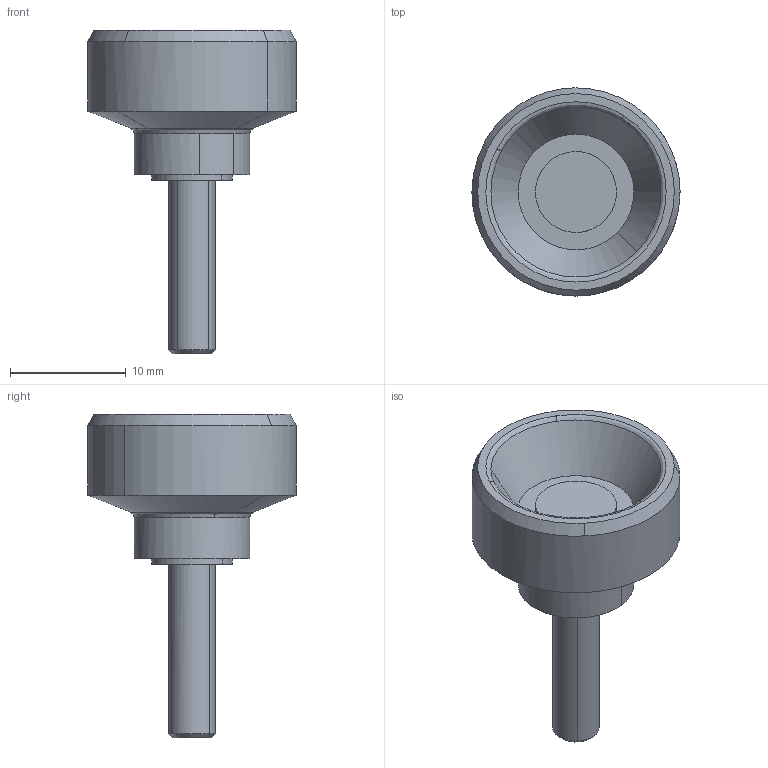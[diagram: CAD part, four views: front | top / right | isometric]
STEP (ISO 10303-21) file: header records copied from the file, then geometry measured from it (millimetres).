
FILE_DESCRIPTION((''),'2;1');
FILE_NAME('','2006-02-22T16:25:50',(''),(''),'','CADfix','');
FILE_SCHEMA(('AUTOMOTIVE_DESIGN'));
Length unit declared in the file: millimetre
Products named in the file (3): screw; knob; KKM_18_M4_15_24262_36
Assembly tree (2 placements, depth 2):
  KKM_18_M4_15_24262_36
    screw
    knob
Bounding box: 18 x 18 x 28 mm (x, y, z)
Volume: 1999.6 mm3; surface area: 1631.6 mm2
Topology: 2 solids, 2 shells, 35 faces, 151 edges, 125 vertices
Faces by surface type: bspline 35
Entity records: 2668 total; most frequent: CARTESIAN_POINT 1737, ORIENTED_EDGE 302, EDGE_CURVE 151, B_SPLINE_CURVE_WITH_KNOTS 129, VERTEX_POINT 125, EDGE_LOOP 40, FACE_OUTER_BOUND 35, ADVANCED_FACE 35
